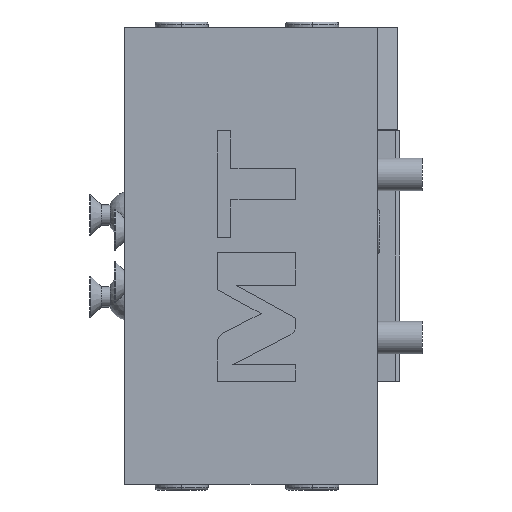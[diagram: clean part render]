
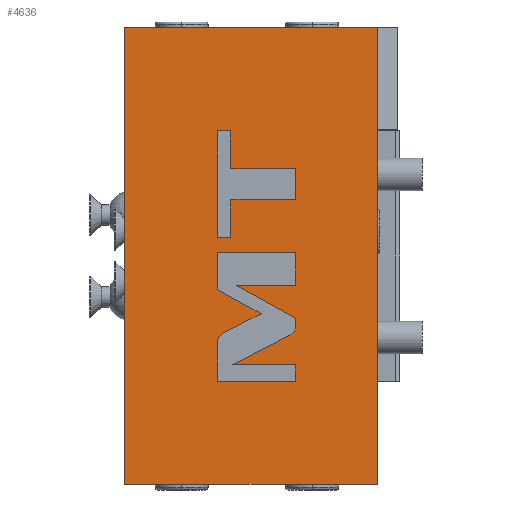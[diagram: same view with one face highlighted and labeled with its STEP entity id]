
A CAD part, front view. The second image highlights one B-rep face of the part: STEP entity #4636.
In plain terms, the highlighted planar face has unit normal (0, -1, 0).
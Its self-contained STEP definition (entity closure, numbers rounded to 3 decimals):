
#149=DIRECTION('',(0.,0.,-1.));
#150=VECTOR('',#149,112.);
#151=CARTESIAN_POINT('',(-62.,-40.,56.));
#152=LINE('',#151,#150);
#1109=DIRECTION('',(-1.,0.,0.));
#1110=VECTOR('',#1109,62.);
#1111=CARTESIAN_POINT('',(0.,-40.,56.));
#1112=LINE('',#1111,#1110);
#1121=DIRECTION('',(0.,0.,1.));
#1122=VECTOR('',#1121,25.);
#1123=CARTESIAN_POINT('',(0.,-40.,31.));
#1124=LINE('',#1123,#1122);
#1125=DIRECTION('',(0.,0.,1.));
#1126=VECTOR('',#1125,87.);
#1127=CARTESIAN_POINT('',(0.,-40.,-56.));
#1128=LINE('',#1127,#1126);
#1129=CARTESIAN_POINT('',(-37.95,-40.,-18.98));
#1130=CARTESIAN_POINT('',(-38.721,-40.,-19.379));
#1131=CARTESIAN_POINT('',(-39.2,-40.,-20.166));
#1132=CARTESIAN_POINT('',(-39.2,-40.,-21.034));
#1134=DIRECTION('',(0.,0.,-1.));
#1135=VECTOR('',#1134,9.652);
#1136=CARTESIAN_POINT('',(-39.2,-40.,-21.034));
#1137=LINE('',#1136,#1135);
#1138=DIRECTION('',(1.,0.,0.));
#1139=VECTOR('',#1138,19.2);
#1140=CARTESIAN_POINT('',(-39.2,-40.,-30.685));
#1141=LINE('',#1140,#1139);
#1142=DIRECTION('',(0.,0.,1.));
#1143=VECTOR('',#1142,3.994);
#1144=CARTESIAN_POINT('',(-20.,-40.,-30.685));
#1145=LINE('',#1144,#1143);
#1146=DIRECTION('',(-1.,0.,0.));
#1147=VECTOR('',#1146,15.554);
#1148=CARTESIAN_POINT('',(-20.,-40.,-26.692));
#1149=LINE('',#1148,#1147);
#1150=DIRECTION('',(0.888,0.,0.459));
#1151=VECTOR('',#1150,16.103);
#1152=CARTESIAN_POINT('',(-35.554,-40.,-26.692));
#1153=LINE('',#1152,#1151);
#1154=CARTESIAN_POINT('',(-21.25,-40.,-19.296));
#1155=CARTESIAN_POINT('',(-20.478,-40.,-18.897));
#1156=CARTESIAN_POINT('',(-20.,-40.,-18.108));
#1157=CARTESIAN_POINT('',(-20.,-40.,-17.24));
#1159=DIRECTION('',(0.,0.,1.));
#1160=VECTOR('',#1159,2.003);
#1161=CARTESIAN_POINT('',(-20.,-40.,-17.24));
#1162=LINE('',#1161,#1160);
#1163=DIRECTION('',(-0.877,0.,0.481));
#1164=VECTOR('',#1163,16.659);
#1165=CARTESIAN_POINT('',(-20.,-40.,-15.237));
#1166=LINE('',#1165,#1164);
#1167=DIRECTION('',(1.,0.,0.));
#1168=VECTOR('',#1167,14.604);
#1169=CARTESIAN_POINT('',(-34.604,-40.,-7.221));
#1170=LINE('',#1169,#1168);
#1171=DIRECTION('',(0.,0.,1.));
#1172=VECTOR('',#1171,8.079);
#1173=CARTESIAN_POINT('',(-20.,-40.,-7.221));
#1174=LINE('',#1173,#1172);
#1175=DIRECTION('',(1.,0.,0.));
#1176=VECTOR('',#1175,19.2);
#1177=CARTESIAN_POINT('',(-39.2,-40.,0.858));
#1178=LINE('',#1177,#1176);
#1179=DIRECTION('',(0.,0.,-1.));
#1180=VECTOR('',#1179,9.108);
#1181=CARTESIAN_POINT('',(-39.2,-40.,0.858));
#1182=LINE('',#1181,#1180);
#1183=DIRECTION('',(0.877,0.,-0.481));
#1184=VECTOR('',#1183,12.174);
#1185=CARTESIAN_POINT('',(-39.2,-40.,-8.25));
#1186=LINE('',#1185,#1184);
#1187=DIRECTION('',(-0.888,0.,-0.459));
#1188=VECTOR('',#1187,10.607);
#1189=CARTESIAN_POINT('',(-28.528,-40.,-14.108));
#1190=LINE('',#1189,#1188);
#1191=DIRECTION('',(1.,0.,0.));
#1192=VECTOR('',#1191,15.93);
#1193=CARTESIAN_POINT('',(-35.93,-40.,13.77));
#1194=LINE('',#1193,#1192);
#1195=DIRECTION('',(0.,0.,1.));
#1196=VECTOR('',#1195,7.605);
#1197=CARTESIAN_POINT('',(-20.,-40.,13.77));
#1198=LINE('',#1197,#1196);
#1199=DIRECTION('',(-1.,0.,0.));
#1200=VECTOR('',#1199,15.93);
#1201=CARTESIAN_POINT('',(-20.,-40.,21.375));
#1202=LINE('',#1201,#1200);
#1203=DIRECTION('',(0.,0.,1.));
#1204=VECTOR('',#1203,9.308);
#1205=CARTESIAN_POINT('',(-35.93,-40.,21.375));
#1206=LINE('',#1205,#1204);
#1207=DIRECTION('',(1.,0.,0.));
#1208=VECTOR('',#1207,3.27);
#1209=CARTESIAN_POINT('',(-39.2,-40.,30.684));
#1210=LINE('',#1209,#1208);
#1211=DIRECTION('',(0.,0.,-1.));
#1212=VECTOR('',#1211,26.221);
#1213=CARTESIAN_POINT('',(-39.2,-40.,30.684));
#1214=LINE('',#1213,#1212);
#1215=DIRECTION('',(1.,0.,0.));
#1216=VECTOR('',#1215,3.27);
#1217=CARTESIAN_POINT('',(-39.2,-40.,4.462));
#1218=LINE('',#1217,#1216);
#1219=DIRECTION('',(0.,0.,1.));
#1220=VECTOR('',#1219,9.308);
#1221=CARTESIAN_POINT('',(-35.93,-40.,4.462));
#1222=LINE('',#1221,#1220);
#1231=DIRECTION('',(-1.,0.,0.));
#1232=VECTOR('',#1231,62.);
#1233=CARTESIAN_POINT('',(0.,-40.,-56.));
#1234=LINE('',#1233,#1232);
#2415=CARTESIAN_POINT('',(-62.,-40.,56.));
#2416=CARTESIAN_POINT('',(-62.,-40.,-56.));
#2417=VERTEX_POINT('',#2415);
#2418=VERTEX_POINT('',#2416);
#2453=CARTESIAN_POINT('',(0.,-40.,-56.));
#2454=VERTEX_POINT('',#2453);
#2457=CARTESIAN_POINT('',(0.,-40.,56.));
#2459=VERTEX_POINT('',#2457);
#2463=CARTESIAN_POINT('',(0.,-40.,31.));
#2464=VERTEX_POINT('',#2463);
#3039=CARTESIAN_POINT('',(-37.95,-40.,-18.98));
#3040=VERTEX_POINT('',#3039);
#3041=CARTESIAN_POINT('',(-39.2,-40.,-21.034));
#3042=VERTEX_POINT('',#3041);
#3043=CARTESIAN_POINT('',(-39.2,-40.,-30.685));
#3044=VERTEX_POINT('',#3043);
#3045=CARTESIAN_POINT('',(-20.,-40.,-30.685));
#3046=VERTEX_POINT('',#3045);
#3047=CARTESIAN_POINT('',(-20.,-40.,-26.692));
#3048=VERTEX_POINT('',#3047);
#3049=CARTESIAN_POINT('',(-35.554,-40.,-26.692));
#3050=VERTEX_POINT('',#3049);
#3051=CARTESIAN_POINT('',(-21.25,-40.,-19.296));
#3052=VERTEX_POINT('',#3051);
#3053=CARTESIAN_POINT('',(-20.,-40.,-17.24));
#3054=VERTEX_POINT('',#3053);
#3055=CARTESIAN_POINT('',(-20.,-40.,-15.237));
#3056=VERTEX_POINT('',#3055);
#3057=CARTESIAN_POINT('',(-34.604,-40.,-7.221));
#3058=VERTEX_POINT('',#3057);
#3059=CARTESIAN_POINT('',(-20.,-40.,-7.221));
#3060=VERTEX_POINT('',#3059);
#3061=CARTESIAN_POINT('',(-20.,-40.,0.858));
#3062=VERTEX_POINT('',#3061);
#3063=CARTESIAN_POINT('',(-39.2,-40.,0.858));
#3064=VERTEX_POINT('',#3063);
#3065=CARTESIAN_POINT('',(-39.2,-40.,-8.25));
#3066=VERTEX_POINT('',#3065);
#3067=CARTESIAN_POINT('',(-28.528,-40.,-14.108));
#3068=VERTEX_POINT('',#3067);
#3069=CARTESIAN_POINT('',(-35.93,-40.,13.77));
#3070=VERTEX_POINT('',#3069);
#3071=CARTESIAN_POINT('',(-20.,-40.,13.77));
#3072=VERTEX_POINT('',#3071);
#3073=CARTESIAN_POINT('',(-20.,-40.,21.375));
#3074=VERTEX_POINT('',#3073);
#3075=CARTESIAN_POINT('',(-35.93,-40.,21.375));
#3076=VERTEX_POINT('',#3075);
#3077=CARTESIAN_POINT('',(-35.93,-40.,30.684));
#3078=VERTEX_POINT('',#3077);
#3079=CARTESIAN_POINT('',(-39.2,-40.,30.684));
#3080=VERTEX_POINT('',#3079);
#3081=CARTESIAN_POINT('',(-39.2,-40.,4.462));
#3082=VERTEX_POINT('',#3081);
#3083=CARTESIAN_POINT('',(-35.93,-40.,4.462));
#3084=VERTEX_POINT('',#3083);
#4573=CARTESIAN_POINT('',(5.,-40.,56.));
#4574=DIRECTION('',(0.,-1.,0.));
#4575=DIRECTION('',(-1.,0.,0.));
#4576=AXIS2_PLACEMENT_3D('',#4573,#4574,#4575);
#4577=PLANE('',#4576);
#4578=ORIENTED_EDGE('',*,*,#4541,.F.);
#4579=ORIENTED_EDGE('',*,*,#3506,.F.);
#4581=ORIENTED_EDGE('',*,*,#4580,.T.);
#4582=ORIENTED_EDGE('',*,*,#3228,.F.);
#4583=ORIENTED_EDGE('',*,*,#4555,.F.);
#4584=EDGE_LOOP('',(#4578,#4579,#4581,#4582,#4583));
#4585=FACE_OUTER_BOUND('',#4584,.F.);
#4587=ORIENTED_EDGE('',*,*,#4586,.T.);
#4589=ORIENTED_EDGE('',*,*,#4588,.T.);
#4591=ORIENTED_EDGE('',*,*,#4590,.T.);
#4593=ORIENTED_EDGE('',*,*,#4592,.T.);
#4595=ORIENTED_EDGE('',*,*,#4594,.T.);
#4597=ORIENTED_EDGE('',*,*,#4596,.T.);
#4599=ORIENTED_EDGE('',*,*,#4598,.T.);
#4601=ORIENTED_EDGE('',*,*,#4600,.T.);
#4603=ORIENTED_EDGE('',*,*,#4602,.T.);
#4605=ORIENTED_EDGE('',*,*,#4604,.T.);
#4607=ORIENTED_EDGE('',*,*,#4606,.T.);
#4609=ORIENTED_EDGE('',*,*,#4608,.F.);
#4611=ORIENTED_EDGE('',*,*,#4610,.T.);
#4613=ORIENTED_EDGE('',*,*,#4612,.T.);
#4615=ORIENTED_EDGE('',*,*,#4614,.T.);
#4616=EDGE_LOOP('',(#4587,#4589,#4591,#4593,#4595,#4597,#4599,#4601,#4603,#4605,
#4607,#4609,#4611,#4613,#4615));
#4617=FACE_BOUND('',#4616,.F.);
#4619=ORIENTED_EDGE('',*,*,#4618,.T.);
#4621=ORIENTED_EDGE('',*,*,#4620,.T.);
#4623=ORIENTED_EDGE('',*,*,#4622,.T.);
#4625=ORIENTED_EDGE('',*,*,#4624,.T.);
#4627=ORIENTED_EDGE('',*,*,#4626,.F.);
#4629=ORIENTED_EDGE('',*,*,#4628,.T.);
#4631=ORIENTED_EDGE('',*,*,#4630,.T.);
#4633=ORIENTED_EDGE('',*,*,#4632,.T.);
#4634=EDGE_LOOP('',(#4619,#4621,#4623,#4625,#4627,#4629,#4631,#4633));
#4635=FACE_BOUND('',#4634,.F.);
#4636=ADVANCED_FACE('',(#4585,#4617,#4635),#4577,.T.);
#1133=B_SPLINE_CURVE_WITH_KNOTS('',3,(#1129,#1130,#1131,#1132),.UNSPECIFIED.,
.F.,.F.,(4,4),(0.,1.),.UNSPECIFIED.);
#1158=B_SPLINE_CURVE_WITH_KNOTS('',3,(#1154,#1155,#1156,#1157),.UNSPECIFIED.,
.F.,.F.,(4,4),(0.,1.),.UNSPECIFIED.);
#3228=EDGE_CURVE('',#2417,#2418,#152,.T.);
#3506=EDGE_CURVE('',#2454,#2464,#1128,.T.);
#4541=EDGE_CURVE('',#2464,#2459,#1124,.T.);
#4555=EDGE_CURVE('',#2459,#2417,#1112,.T.);
#4580=EDGE_CURVE('',#2454,#2418,#1234,.T.);
#4586=EDGE_CURVE('',#3040,#3042,#1133,.T.);
#4588=EDGE_CURVE('',#3042,#3044,#1137,.T.);
#4590=EDGE_CURVE('',#3044,#3046,#1141,.T.);
#4592=EDGE_CURVE('',#3046,#3048,#1145,.T.);
#4594=EDGE_CURVE('',#3048,#3050,#1149,.T.);
#4596=EDGE_CURVE('',#3050,#3052,#1153,.T.);
#4598=EDGE_CURVE('',#3052,#3054,#1158,.T.);
#4600=EDGE_CURVE('',#3054,#3056,#1162,.T.);
#4602=EDGE_CURVE('',#3056,#3058,#1166,.T.);
#4604=EDGE_CURVE('',#3058,#3060,#1170,.T.);
#4606=EDGE_CURVE('',#3060,#3062,#1174,.T.);
#4608=EDGE_CURVE('',#3064,#3062,#1178,.T.);
#4610=EDGE_CURVE('',#3064,#3066,#1182,.T.);
#4612=EDGE_CURVE('',#3066,#3068,#1186,.T.);
#4614=EDGE_CURVE('',#3068,#3040,#1190,.T.);
#4618=EDGE_CURVE('',#3070,#3072,#1194,.T.);
#4620=EDGE_CURVE('',#3072,#3074,#1198,.T.);
#4622=EDGE_CURVE('',#3074,#3076,#1202,.T.);
#4624=EDGE_CURVE('',#3076,#3078,#1206,.T.);
#4626=EDGE_CURVE('',#3080,#3078,#1210,.T.);
#4628=EDGE_CURVE('',#3080,#3082,#1214,.T.);
#4630=EDGE_CURVE('',#3082,#3084,#1218,.T.);
#4632=EDGE_CURVE('',#3084,#3070,#1222,.T.);
